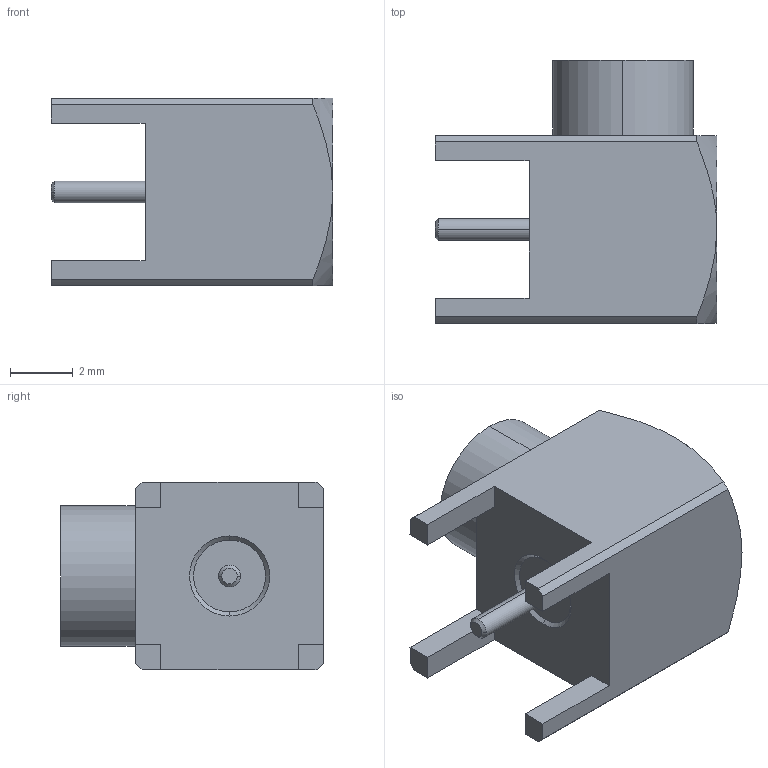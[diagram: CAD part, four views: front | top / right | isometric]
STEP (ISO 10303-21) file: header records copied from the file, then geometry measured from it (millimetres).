
FILE_DESCRIPTION (( 'STEP AP214' ), '1' );
FILE_NAME ('FMCN5237_3D.step', '2024-07-31T17:08:26', ( '' ), ( '' ), 'SwSTEP 2.0', 'SolidWorks 2022', '' );
FILE_SCHEMA (( 'AUTOMOTIVE_DESIGN' ));
Length unit declared in the file: inch
Products named in the file (6): Copy of 1.igs_8^FMCN5237; Copy of 2.igs_7^FMCN5237; Copy of 3.igs_8^FMCN5237; Copy of 5.igs_3^FMCN5237; FMCN5237_3D; Copy of 4.igs_4^FMCN5237
Assembly tree (5 placements, depth 2):
  FMCN5237_3D
    Copy of 4.igs_4^FMCN5237
    Copy of 1.igs_8^FMCN5237
    Copy of 2.igs_7^FMCN5237
    Copy of 3.igs_8^FMCN5237
    Copy of 5.igs_3^FMCN5237
Bounding box: 9 x 8.4 x 6 mm (x, y, z)
Volume: 191 mm3; surface area: 486.2 mm2
Topology: 5 solids, 5 shells, 94 faces, 212 edges, 131 vertices
Faces by surface type: cylinder 40, plane 30, cone 20, torus 2, sphere 2
Entity records: 4164 total; most frequent: CARTESIAN_POINT 513, DIRECTION 500, ORIENTED_EDGE 416, EDGE_CURVE 208, AXIS2_PLACEMENT_3D 200, VERTEX_POINT 129, UNCERTAINTY_MEASURE_WITH_UNIT 110, DIMENSIONAL_EXPONENTS 110
